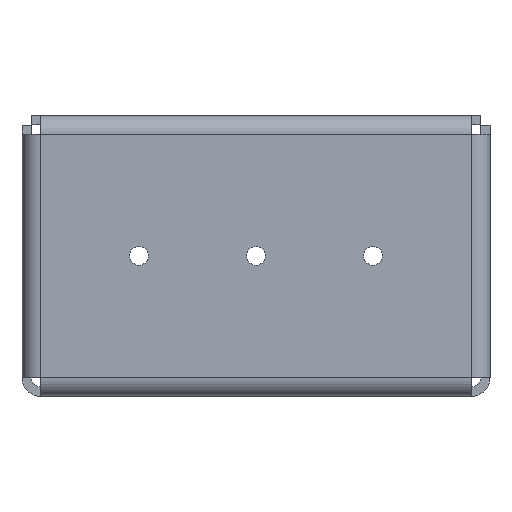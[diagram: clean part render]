
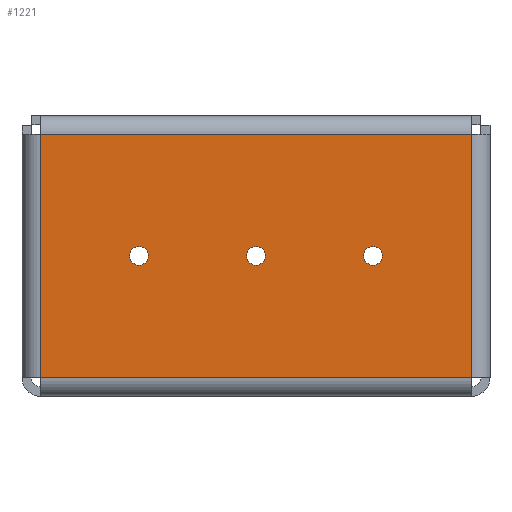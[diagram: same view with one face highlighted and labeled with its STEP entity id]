
A CAD part, front view. The second image highlights one B-rep face of the part: STEP entity #1221.
In plain terms, the highlighted planar face has unit normal (0, -1, 0).
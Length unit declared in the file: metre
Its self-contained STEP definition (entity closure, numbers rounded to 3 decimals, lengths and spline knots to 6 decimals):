
#20=CIRCLE('',#1312,0.005);
#22=CIRCLE('',#1315,0.005);
#24=CIRCLE('',#1318,0.005);
#94=ORIENTED_EDGE('',*,*,#432,.F.);
#95=ORIENTED_EDGE('',*,*,#434,.F.);
#96=ORIENTED_EDGE('',*,*,#436,.F.);
#97=ORIENTED_EDGE('',*,*,#438,.F.);
#98=ORIENTED_EDGE('',*,*,#439,.F.);
#99=ORIENTED_EDGE('',*,*,#440,.T.);
#100=ORIENTED_EDGE('',*,*,#431,.T.);
#101=ORIENTED_EDGE('',*,*,#441,.T.);
#102=ORIENTED_EDGE('',*,*,#426,.F.);
#426=EDGE_CURVE('',#598,#599,#698,.T.);
#431=EDGE_CURVE('',#601,#603,#703,.T.);
#432=EDGE_CURVE('',#604,#604,#20,.T.);
#434=EDGE_CURVE('',#606,#606,#22,.T.);
#436=EDGE_CURVE('',#608,#608,#24,.T.);
#438=EDGE_CURVE('',#610,#598,#704,.T.);
#439=EDGE_CURVE('',#611,#610,#705,.T.);
#440=EDGE_CURVE('',#611,#601,#706,.T.);
#441=EDGE_CURVE('',#603,#599,#707,.T.);
#598=VERTEX_POINT('',#1809);
#599=VERTEX_POINT('',#1811);
#601=VERTEX_POINT('',#1816);
#603=VERTEX_POINT('',#1820);
#604=VERTEX_POINT('',#1824);
#606=VERTEX_POINT('',#1829);
#608=VERTEX_POINT('',#1834);
#610=VERTEX_POINT('',#1839);
#611=VERTEX_POINT('',#1841);
#698=LINE('',#1810,#830);
#703=LINE('',#1821,#835);
#704=LINE('',#1838,#836);
#705=LINE('',#1840,#837);
#706=LINE('',#1842,#838);
#707=LINE('',#1843,#839);
#830=VECTOR('',#1435,1.);
#835=VECTOR('',#1442,1.);
#836=VECTOR('',#1463,1.);
#837=VECTOR('',#1464,1.);
#838=VECTOR('',#1465,1.);
#839=VECTOR('',#1466,1.);
#968=EDGE_LOOP('',(#94));
#969=EDGE_LOOP('',(#95));
#970=EDGE_LOOP('',(#96));
#971=EDGE_LOOP('',(#97,#98,#99,#100,#101,#102));
#1066=FACE_BOUND('',#968,.T.);
#1067=FACE_BOUND('',#969,.T.);
#1068=FACE_BOUND('',#970,.T.);
#1069=FACE_BOUND('',#971,.T.);
#1158=PLANE('',#1320);
#1221=ADVANCED_FACE('',(#1066,#1067,#1068,#1069),#1158,.T.);
#1312=AXIS2_PLACEMENT_3D('',#1823,#1445,#1446);
#1315=AXIS2_PLACEMENT_3D('',#1828,#1451,#1452);
#1318=AXIS2_PLACEMENT_3D('',#1833,#1457,#1458);
#1320=AXIS2_PLACEMENT_3D('',#1837,#1461,#1462);
#1435=DIRECTION('',(0.,0.,-1.));
#1442=DIRECTION('',(0.,0.,-1.));
#1445=DIRECTION('',(0.,-1.,0.));
#1446=DIRECTION('',(0.,0.,-1.));
#1451=DIRECTION('',(0.,-1.,0.));
#1452=DIRECTION('',(0.,0.,-1.));
#1457=DIRECTION('',(0.,-1.,0.));
#1458=DIRECTION('',(0.,0.,-1.));
#1461=DIRECTION('',(0.,-1.,0.));
#1462=DIRECTION('',(0.,0.,-1.));
#1463=DIRECTION('',(0.,0.,-1.));
#1464=DIRECTION('',(1.,0.,0.));
#1465=DIRECTION('',(0.,0.,-1.));
#1466=DIRECTION('',(1.,0.,0.));
#1809=CARTESIAN_POINT('',(0.235,0.,0.010141));
#1810=CARTESIAN_POINT('',(0.235,0.,0.079776));
#1811=CARTESIAN_POINT('',(0.235,0.,0.01));
#1816=CARTESIAN_POINT('',(0.005,0.,0.010141));
#1820=CARTESIAN_POINT('',(0.005,0.,0.01));
#1821=CARTESIAN_POINT('',(0.005,0.,0.079776));
#1823=CARTESIAN_POINT('',(0.0575,0.,0.075071));
#1824=CARTESIAN_POINT('',(0.0575,0.,0.070071));
#1828=CARTESIAN_POINT('',(0.12,0.,0.075071));
#1829=CARTESIAN_POINT('',(0.12,0.,0.070071));
#1833=CARTESIAN_POINT('',(0.1825,0.,0.075071));
#1834=CARTESIAN_POINT('',(0.1825,0.,0.070071));
#1837=CARTESIAN_POINT('',(0.,0.,0.079776));
#1838=CARTESIAN_POINT('',(0.235,0.,0.079776));
#1839=CARTESIAN_POINT('',(0.235,0.,0.14));
#1840=CARTESIAN_POINT('',(0.,0.,0.14));
#1841=CARTESIAN_POINT('',(0.005,0.,0.14));
#1842=CARTESIAN_POINT('',(0.005,0.,0.079776));
#1843=CARTESIAN_POINT('',(0.,0.,0.01));
